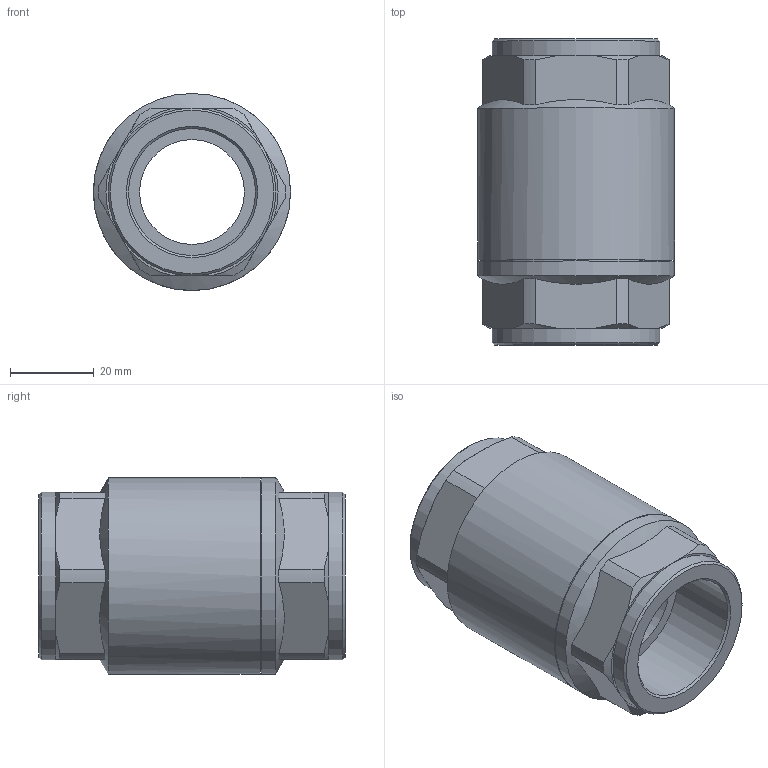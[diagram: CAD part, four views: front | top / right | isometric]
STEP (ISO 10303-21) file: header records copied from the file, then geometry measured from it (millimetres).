
FILE_DESCRIPTION(/* description */ ('Unknown'),/* implementation_level */ '2;1');
FILE_NAME(/* name */ '1422_1422NBR-06',/* time_stamp */ '2023-01-10T09:55:46+01:00',/* author */ ('Unknown'),/* organization */ ('Unknown'),/* preprocessor_version */ 'ST-DEVELOPER v16.7',/* originating_system */ 'Solid Edge',/* authorisation */ 'Unknown');
FILE_SCHEMA (('AUTOMOTIVE_DESIGN {1 0 10303 214 3 1 1}'));
Length unit declared in the file: millimetre
Products named in the file (1): 1422-1
Bounding box: 47 x 73 x 47 mm (x, y, z)
Volume: 70440.3 mm3; surface area: 18909.9 mm2
Topology: 1 solids, 1 shells, 80 faces, 206 edges, 132 vertices
Faces by surface type: plane 42, cylinder 20, cone 18
Full cylindrical faces by diameter (mm): 25 x1, 30.291 x2, 40 x2, 45 x1, 47 x2
Entity records: 2952 total; most frequent: CARTESIAN_POINT 537, DIRECTION 378, ORIENTED_EDGE 372, EDGE_CURVE 186, AXIS2_PLACEMENT_3D 159, VERTEX_POINT 126, EDGE_LOOP 100, FACE_BOUND 100
